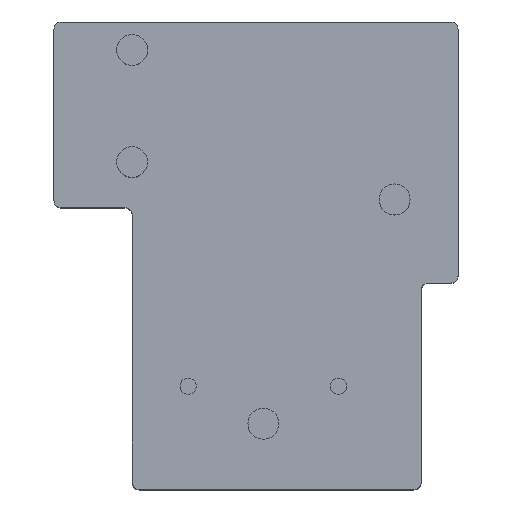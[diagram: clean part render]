
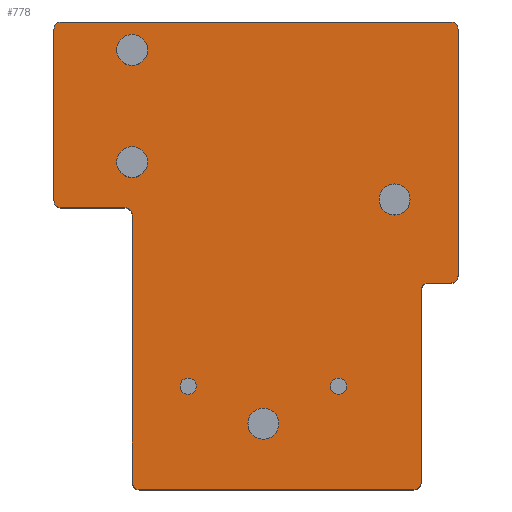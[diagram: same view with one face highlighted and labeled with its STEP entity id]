
A CAD part, top view. The second image highlights one B-rep face of the part: STEP entity #778.
In plain terms, the highlighted planar face has unit normal (0, 0, 1).
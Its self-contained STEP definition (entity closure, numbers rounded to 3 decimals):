
#15=FACE_BOUND('',#145,.T.);
#16=FACE_BOUND('',#146,.T.);
#17=FACE_BOUND('',#147,.T.);
#18=FACE_BOUND('',#148,.T.);
#19=FACE_BOUND('',#149,.T.);
#20=FACE_BOUND('',#150,.T.);
#38=PLANE('',#895);
#94=FACE_OUTER_BOUND('',#144,.T.);
#144=EDGE_LOOP('',(#635,#636,#637,#638,#639,#640,#641,#642,#643,#644,#645,
#646,#647,#648,#649,#650));
#145=EDGE_LOOP('',(#651));
#146=EDGE_LOOP('',(#652));
#147=EDGE_LOOP('',(#653));
#148=EDGE_LOOP('',(#654));
#149=EDGE_LOOP('',(#655));
#150=EDGE_LOOP('',(#656));
#175=CIRCLE('',#842,0.5);
#176=CIRCLE('',#845,0.5);
#177=CIRCLE('',#848,0.5);
#178=CIRCLE('',#851,0.5);
#179=CIRCLE('',#854,0.5);
#180=CIRCLE('',#858,0.5);
#181=CIRCLE('',#861,0.5);
#183=CIRCLE('',#865,0.5);
#187=CIRCLE('',#873,1.05);
#189=CIRCLE('',#877,0.55);
#191=CIRCLE('',#881,1.05);
#193=CIRCLE('',#885,0.55);
#195=CIRCLE('',#889,1.05);
#197=CIRCLE('',#893,1.05);
#215=LINE('',#1232,#266);
#220=LINE('',#1243,#271);
#223=LINE('',#1251,#274);
#226=LINE('',#1259,#277);
#229=LINE('',#1267,#280);
#234=LINE('',#1278,#285);
#237=LINE('',#1286,#288);
#242=LINE('',#1307,#293);
#266=VECTOR('',#998,10.);
#271=VECTOR('',#1009,10.);
#274=VECTOR('',#1018,10.);
#277=VECTOR('',#1027,10.);
#280=VECTOR('',#1036,10.);
#285=VECTOR('',#1049,10.);
#288=VECTOR('',#1058,10.);
#293=VECTOR('',#1085,10.);
#329=VERTEX_POINT('',#1229);
#330=VERTEX_POINT('',#1231);
#332=VERTEX_POINT('',#1237);
#333=VERTEX_POINT('',#1241);
#334=VERTEX_POINT('',#1245);
#335=VERTEX_POINT('',#1249);
#336=VERTEX_POINT('',#1253);
#337=VERTEX_POINT('',#1257);
#338=VERTEX_POINT('',#1261);
#339=VERTEX_POINT('',#1265);
#340=VERTEX_POINT('',#1269);
#341=VERTEX_POINT('',#1276);
#342=VERTEX_POINT('',#1280);
#343=VERTEX_POINT('',#1284);
#344=VERTEX_POINT('',#1288);
#346=VERTEX_POINT('',#1295);
#350=VERTEX_POINT('',#1311);
#352=VERTEX_POINT('',#1318);
#354=VERTEX_POINT('',#1325);
#356=VERTEX_POINT('',#1332);
#358=VERTEX_POINT('',#1339);
#360=VERTEX_POINT('',#1346);
#403=EDGE_CURVE('',#330,#329,#215,.T.);
#407=EDGE_CURVE('',#332,#329,#175,.T.);
#409=EDGE_CURVE('',#332,#333,#220,.T.);
#411=EDGE_CURVE('',#334,#333,#176,.T.);
#413=EDGE_CURVE('',#334,#335,#223,.T.);
#415=EDGE_CURVE('',#336,#335,#177,.T.);
#417=EDGE_CURVE('',#336,#337,#226,.T.);
#419=EDGE_CURVE('',#338,#337,#178,.T.);
#421=EDGE_CURVE('',#338,#339,#229,.T.);
#423=EDGE_CURVE('',#340,#339,#179,.T.);
#427=EDGE_CURVE('',#340,#341,#234,.T.);
#429=EDGE_CURVE('',#342,#341,#180,.T.);
#431=EDGE_CURVE('',#342,#343,#237,.T.);
#433=EDGE_CURVE('',#344,#343,#181,.T.);
#435=EDGE_CURVE('',#330,#346,#183,.T.);
#441=EDGE_CURVE('',#344,#346,#242,.T.);
#444=EDGE_CURVE('',#350,#350,#187,.T.);
#447=EDGE_CURVE('',#352,#352,#189,.T.);
#450=EDGE_CURVE('',#354,#354,#191,.T.);
#453=EDGE_CURVE('',#356,#356,#193,.T.);
#456=EDGE_CURVE('',#358,#358,#195,.T.);
#459=EDGE_CURVE('',#360,#360,#197,.T.);
#635=ORIENTED_EDGE('',*,*,#433,.F.);
#636=ORIENTED_EDGE('',*,*,#441,.T.);
#637=ORIENTED_EDGE('',*,*,#435,.F.);
#638=ORIENTED_EDGE('',*,*,#403,.T.);
#639=ORIENTED_EDGE('',*,*,#407,.F.);
#640=ORIENTED_EDGE('',*,*,#409,.T.);
#641=ORIENTED_EDGE('',*,*,#411,.F.);
#642=ORIENTED_EDGE('',*,*,#413,.T.);
#643=ORIENTED_EDGE('',*,*,#415,.F.);
#644=ORIENTED_EDGE('',*,*,#417,.T.);
#645=ORIENTED_EDGE('',*,*,#419,.F.);
#646=ORIENTED_EDGE('',*,*,#421,.T.);
#647=ORIENTED_EDGE('',*,*,#423,.F.);
#648=ORIENTED_EDGE('',*,*,#427,.T.);
#649=ORIENTED_EDGE('',*,*,#429,.F.);
#650=ORIENTED_EDGE('',*,*,#431,.T.);
#651=ORIENTED_EDGE('',*,*,#444,.T.);
#652=ORIENTED_EDGE('',*,*,#447,.T.);
#653=ORIENTED_EDGE('',*,*,#450,.T.);
#654=ORIENTED_EDGE('',*,*,#453,.T.);
#655=ORIENTED_EDGE('',*,*,#456,.T.);
#656=ORIENTED_EDGE('',*,*,#459,.T.);
#778=ADVANCED_FACE('',(#94,#15,#16,#17,#18,#19,#20),#38,.T.);
#842=AXIS2_PLACEMENT_3D('',#1239,#1004,#1005);
#845=AXIS2_PLACEMENT_3D('',#1247,#1013,#1014);
#848=AXIS2_PLACEMENT_3D('',#1255,#1022,#1023);
#851=AXIS2_PLACEMENT_3D('',#1263,#1031,#1032);
#854=AXIS2_PLACEMENT_3D('',#1271,#1040,#1041);
#858=AXIS2_PLACEMENT_3D('',#1282,#1053,#1054);
#861=AXIS2_PLACEMENT_3D('',#1290,#1062,#1063);
#865=AXIS2_PLACEMENT_3D('',#1296,#1070,#1071);
#873=AXIS2_PLACEMENT_3D('',#1313,#1091,#1092);
#877=AXIS2_PLACEMENT_3D('',#1320,#1100,#1101);
#881=AXIS2_PLACEMENT_3D('',#1327,#1109,#1110);
#885=AXIS2_PLACEMENT_3D('',#1334,#1118,#1119);
#889=AXIS2_PLACEMENT_3D('',#1341,#1127,#1128);
#893=AXIS2_PLACEMENT_3D('',#1348,#1136,#1137);
#895=AXIS2_PLACEMENT_3D('',#1350,#1140,#1141);
#998=DIRECTION('',(0.,-1.,0.));
#1004=DIRECTION('center_axis',(0.,0.,-1.));
#1005=DIRECTION('ref_axis',(-0.707,-0.707,0.));
#1009=DIRECTION('',(1.,0.,0.));
#1013=DIRECTION('center_axis',(0.,0.,1.));
#1014=DIRECTION('ref_axis',(0.707,0.707,0.));
#1018=DIRECTION('',(0.,-1.,0.));
#1022=DIRECTION('center_axis',(0.,0.,-1.));
#1023=DIRECTION('ref_axis',(-0.707,-0.707,0.));
#1027=DIRECTION('',(1.,0.,0.));
#1031=DIRECTION('center_axis',(0.,0.,-1.));
#1032=DIRECTION('ref_axis',(0.707,-0.707,0.));
#1036=DIRECTION('',(0.,1.,0.));
#1040=DIRECTION('center_axis',(0.,0.,1.));
#1041=DIRECTION('ref_axis',(-0.707,0.707,0.));
#1049=DIRECTION('',(1.,0.,0.));
#1053=DIRECTION('center_axis',(0.,0.,-1.));
#1054=DIRECTION('ref_axis',(0.707,-0.707,0.));
#1058=DIRECTION('',(0.,1.,0.));
#1062=DIRECTION('center_axis',(0.,0.,-1.));
#1063=DIRECTION('ref_axis',(0.707,0.707,0.));
#1070=DIRECTION('center_axis',(0.,0.,-1.));
#1071=DIRECTION('ref_axis',(-0.707,0.707,0.));
#1085=DIRECTION('',(-1.,0.,0.));
#1091=DIRECTION('center_axis',(0.,0.,-1.));
#1092=DIRECTION('ref_axis',(1.,0.,0.));
#1100=DIRECTION('center_axis',(0.,0.,-1.));
#1101=DIRECTION('ref_axis',(1.,0.,0.));
#1109=DIRECTION('center_axis',(0.,0.,-1.));
#1110=DIRECTION('ref_axis',(1.,0.,0.));
#1118=DIRECTION('center_axis',(0.,0.,-1.));
#1119=DIRECTION('ref_axis',(1.,0.,0.));
#1127=DIRECTION('center_axis',(0.,0.,-1.));
#1128=DIRECTION('ref_axis',(1.,0.,0.));
#1136=DIRECTION('center_axis',(0.,0.,-1.));
#1137=DIRECTION('ref_axis',(1.,0.,0.));
#1140=DIRECTION('center_axis',(0.,0.,1.));
#1141=DIRECTION('ref_axis',(1.,0.,0.));
#1229=CARTESIAN_POINT('',(0.,-12.1,0.));
#1231=CARTESIAN_POINT('',(0.,-0.5,0.));
#1232=CARTESIAN_POINT('',(0.,0.,0.));
#1237=CARTESIAN_POINT('',(0.5,-12.6,0.));
#1239=CARTESIAN_POINT('Origin',(0.5,-12.1,0.));
#1241=CARTESIAN_POINT('',(4.8,-12.6,0.));
#1243=CARTESIAN_POINT('',(0.,-12.6,0.));
#1245=CARTESIAN_POINT('',(5.3,-13.1,0.));
#1247=CARTESIAN_POINT('Origin',(4.8,-13.1,0.));
#1249=CARTESIAN_POINT('',(5.3,-31.2,0.));
#1251=CARTESIAN_POINT('',(5.3,-12.6,0.));
#1253=CARTESIAN_POINT('',(5.8,-31.7,0.));
#1255=CARTESIAN_POINT('Origin',(5.8,-31.2,0.));
#1257=CARTESIAN_POINT('',(24.4,-31.7,0.));
#1259=CARTESIAN_POINT('',(5.3,-31.7,0.));
#1261=CARTESIAN_POINT('',(24.9,-31.2,0.));
#1263=CARTESIAN_POINT('Origin',(24.4,-31.2,0.));
#1265=CARTESIAN_POINT('',(24.9,-18.2,0.));
#1267=CARTESIAN_POINT('',(24.9,-31.7,0.));
#1269=CARTESIAN_POINT('',(25.4,-17.7,0.));
#1271=CARTESIAN_POINT('Origin',(25.4,-18.2,0.));
#1276=CARTESIAN_POINT('',(26.9,-17.7,0.));
#1278=CARTESIAN_POINT('',(24.9,-17.7,0.));
#1280=CARTESIAN_POINT('',(27.4,-17.2,0.));
#1282=CARTESIAN_POINT('Origin',(26.9,-17.2,0.));
#1284=CARTESIAN_POINT('',(27.4,-0.5,0.));
#1286=CARTESIAN_POINT('',(27.4,-17.7,0.));
#1288=CARTESIAN_POINT('',(26.9,0.,0.));
#1290=CARTESIAN_POINT('Origin',(26.9,-0.5,0.));
#1295=CARTESIAN_POINT('',(0.5,0.,0.));
#1296=CARTESIAN_POINT('Origin',(0.5,-0.5,0.));
#1307=CARTESIAN_POINT('',(27.4,0.,0.));
#1311=CARTESIAN_POINT('',(22.05,-12.04,0.));
#1313=CARTESIAN_POINT('Origin',(23.1,-12.04,0.));
#1318=CARTESIAN_POINT('',(8.55,-24.7,0.));
#1320=CARTESIAN_POINT('Origin',(9.1,-24.7,0.));
#1325=CARTESIAN_POINT('',(4.25,-9.5,0.));
#1327=CARTESIAN_POINT('Origin',(5.3,-9.5,0.));
#1332=CARTESIAN_POINT('',(18.75,-24.7,0.));
#1334=CARTESIAN_POINT('Origin',(19.3,-24.7,0.));
#1339=CARTESIAN_POINT('',(13.15,-27.24,0.));
#1341=CARTESIAN_POINT('Origin',(14.2,-27.24,0.));
#1346=CARTESIAN_POINT('',(4.25,-1.9,0.));
#1348=CARTESIAN_POINT('Origin',(5.3,-1.9,0.));
#1350=CARTESIAN_POINT('Origin',(13.7,-15.85,0.));
